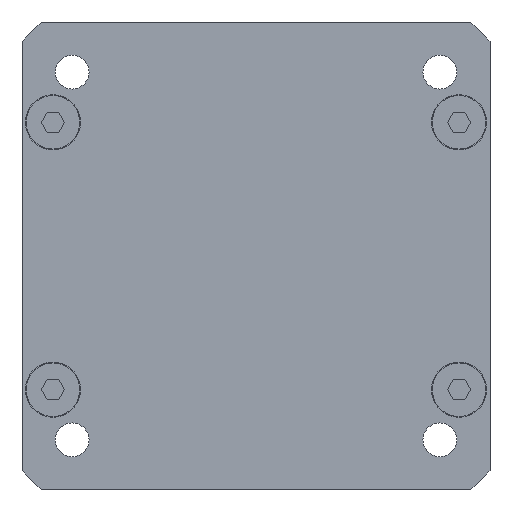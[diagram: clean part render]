
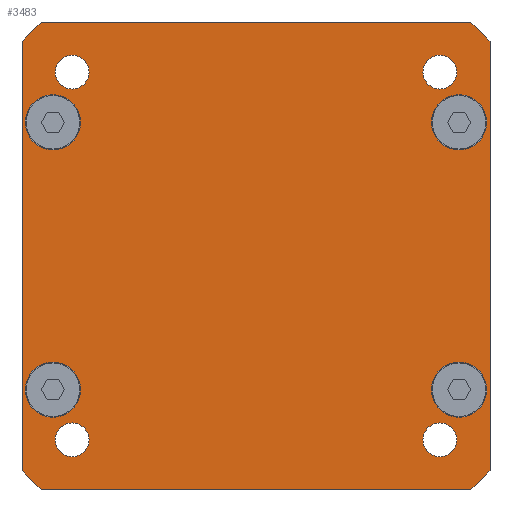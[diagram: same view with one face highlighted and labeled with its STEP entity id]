
A CAD part, front view. The second image highlights one B-rep face of the part: STEP entity #3483.
In plain terms, the highlighted planar face has unit normal (0, -1, 0).
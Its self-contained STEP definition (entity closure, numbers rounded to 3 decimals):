
#2216=CARTESIAN_POINT('',(60.053,-76.5,55.));
#2217=VERTEX_POINT('',#2216);
#2218=CARTESIAN_POINT('',(55.,-76.5,55.));
#2219=DIRECTION('',(0.0,1.0,0.0));
#2220=DIRECTION('',(1.0,0.0,0.0));
#2221=AXIS2_PLACEMENT_3D('',#2218,#2219,#2220);
#2222=CIRCLE('',#2221,5.053);
#2223=EDGE_CURVE('',#2217,#2217,#2222,.T.);
#2244=CARTESIAN_POINT('',(60.053,-76.5,-55.0));
#2245=VERTEX_POINT('',#2244);
#2246=CARTESIAN_POINT('',(55.0,-76.5,-55.0));
#2247=DIRECTION('',(0.0,1.0,0.0));
#2248=DIRECTION('',(1.0,0.0,0.0));
#2249=AXIS2_PLACEMENT_3D('',#2246,#2247,#2248);
#2250=CIRCLE('',#2249,5.053);
#2251=EDGE_CURVE('',#2245,#2245,#2250,.T.);
#2272=CARTESIAN_POINT('',(-49.947,-76.5,-55.0));
#2273=VERTEX_POINT('',#2272);
#2274=CARTESIAN_POINT('',(-55.0,-76.5,-55.0));
#2275=DIRECTION('',(0.0,1.0,0.0));
#2276=DIRECTION('',(1.0,0.0,0.0));
#2277=AXIS2_PLACEMENT_3D('',#2274,#2275,#2276);
#2278=CIRCLE('',#2277,5.053);
#2279=EDGE_CURVE('',#2273,#2273,#2278,.T.);
#2300=CARTESIAN_POINT('',(-49.947,-76.5,55.0));
#2301=VERTEX_POINT('',#2300);
#2302=CARTESIAN_POINT('',(-55.0,-76.5,55.0));
#2303=DIRECTION('',(0.0,1.0,0.0));
#2304=DIRECTION('',(1.0,0.0,0.0));
#2305=AXIS2_PLACEMENT_3D('',#2302,#2303,#2304);
#2306=CIRCLE('',#2305,5.053);
#2307=EDGE_CURVE('',#2301,#2301,#2306,.T.);
#3156=CARTESIAN_POINT('',(-52.5,-76.5,-40.0));
#3157=VERTEX_POINT('',#3156);
#3158=CARTESIAN_POINT('',(-60.75,-76.5,-40.0));
#3159=DIRECTION('',(0.0,1.0,0.0));
#3160=DIRECTION('',(-1.0,0.0,0.0));
#3161=AXIS2_PLACEMENT_3D('',#3158,#3159,#3160);
#3162=CIRCLE('',#3161,8.25);
#3163=EDGE_CURVE('',#3157,#3157,#3162,.T.);
#3224=CARTESIAN_POINT('',(69.0,-76.5,-40.0));
#3225=VERTEX_POINT('',#3224);
#3226=CARTESIAN_POINT('',(60.75,-76.5,-40.0));
#3227=DIRECTION('',(0.0,1.0,0.0));
#3228=DIRECTION('',(-1.0,0.0,0.0));
#3229=AXIS2_PLACEMENT_3D('',#3226,#3227,#3228);
#3230=CIRCLE('',#3229,8.25);
#3231=EDGE_CURVE('',#3225,#3225,#3230,.T.);
#3292=CARTESIAN_POINT('',(69.0,-76.5,40.0));
#3293=VERTEX_POINT('',#3292);
#3294=CARTESIAN_POINT('',(60.75,-76.5,40.0));
#3295=DIRECTION('',(0.0,1.0,0.0));
#3296=DIRECTION('',(-1.0,0.0,0.0));
#3297=AXIS2_PLACEMENT_3D('',#3294,#3295,#3296);
#3298=CIRCLE('',#3297,8.25);
#3299=EDGE_CURVE('',#3293,#3293,#3298,.T.);
#3360=CARTESIAN_POINT('',(-52.5,-76.5,40.0));
#3361=VERTEX_POINT('',#3360);
#3362=CARTESIAN_POINT('',(-60.75,-76.5,40.0));
#3363=DIRECTION('',(0.0,1.0,0.0));
#3364=DIRECTION('',(-1.0,0.0,0.0));
#3365=AXIS2_PLACEMENT_3D('',#3362,#3363,#3364);
#3366=CIRCLE('',#3365,8.25);
#3367=EDGE_CURVE('',#3361,#3361,#3366,.T.);
#3384=CARTESIAN_POINT('',(0.,-76.5,0.));
#3385=DIRECTION('',(0.0,1.0,0.0));
#3386=DIRECTION('',(0.0,0.0,1.0));
#3387=AXIS2_PLACEMENT_3D('',#3384,#3385,#3386);
#3388=PLANE('',#3387);
#3389=CARTESIAN_POINT('',(-70.,-76.5,64.226));
#3390=VERTEX_POINT('',#3389);
#3391=CARTESIAN_POINT('',(-64.226,-76.5,70.0));
#3392=VERTEX_POINT('',#3391);
#3393=CARTESIAN_POINT('',(0.0,-76.5,0.0));
#3394=DIRECTION('',(0.0,1.0,0.0));
#3395=DIRECTION('',(-0.676,0.0,0.737));
#3396=AXIS2_PLACEMENT_3D('',#3393,#3394,#3395);
#3397=CIRCLE('',#3396,95.);
#3398=EDGE_CURVE('',#3390,#3392,#3397,.T.);
#3399=ORIENTED_EDGE('',*,*,#3398,.F.);
#3400=CARTESIAN_POINT('',(-70.,-76.5,-64.226));
#3401=VERTEX_POINT('',#3400);
#3402=CARTESIAN_POINT('',(-70.,-76.5,-64.226));
#3403=DIRECTION('',(0.0,0.0,1.0));
#3404=VECTOR('',#3403,128.452);
#3405=LINE('',#3402,#3404);
#3406=EDGE_CURVE('',#3401,#3390,#3405,.T.);
#3407=ORIENTED_EDGE('',*,*,#3406,.F.);
#3408=CARTESIAN_POINT('',(-64.226,-76.5,-70.0));
#3409=VERTEX_POINT('',#3408);
#3410=CARTESIAN_POINT('',(0.0,-76.5,0.0));
#3411=DIRECTION('',(0.0,1.0,0.0));
#3412=DIRECTION('',(-0.737,0.0,-0.676));
#3413=AXIS2_PLACEMENT_3D('',#3410,#3411,#3412);
#3414=CIRCLE('',#3413,95.0);
#3415=EDGE_CURVE('',#3409,#3401,#3414,.T.);
#3416=ORIENTED_EDGE('',*,*,#3415,.F.);
#3417=CARTESIAN_POINT('',(64.226,-76.5,-70.0));
#3418=VERTEX_POINT('',#3417);
#3419=CARTESIAN_POINT('',(64.226,-76.5,-70.0));
#3420=DIRECTION('',(-1.0,0.0,0.0));
#3421=VECTOR('',#3420,128.452);
#3422=LINE('',#3419,#3421);
#3423=EDGE_CURVE('',#3418,#3409,#3422,.T.);
#3424=ORIENTED_EDGE('',*,*,#3423,.F.);
#3425=CARTESIAN_POINT('',(70.,-76.5,-64.226));
#3426=VERTEX_POINT('',#3425);
#3427=CARTESIAN_POINT('',(0.0,-76.5,0.0));
#3428=DIRECTION('',(0.0,1.0,0.0));
#3429=DIRECTION('',(0.676,0.0,-0.737));
#3430=AXIS2_PLACEMENT_3D('',#3427,#3428,#3429);
#3431=CIRCLE('',#3430,95.);
#3432=EDGE_CURVE('',#3426,#3418,#3431,.T.);
#3433=ORIENTED_EDGE('',*,*,#3432,.F.);
#3434=CARTESIAN_POINT('',(70.,-76.5,64.226));
#3435=VERTEX_POINT('',#3434);
#3436=CARTESIAN_POINT('',(70.,-76.5,64.226));
#3437=DIRECTION('',(0.0,0.0,-1.0));
#3438=VECTOR('',#3437,128.452);
#3439=LINE('',#3436,#3438);
#3440=EDGE_CURVE('',#3435,#3426,#3439,.T.);
#3441=ORIENTED_EDGE('',*,*,#3440,.F.);
#3442=CARTESIAN_POINT('',(64.226,-76.5,70.0));
#3443=VERTEX_POINT('',#3442);
#3444=CARTESIAN_POINT('',(0.0,-76.5,0.0));
#3445=DIRECTION('',(0.0,1.0,0.0));
#3446=DIRECTION('',(0.737,0.0,0.676));
#3447=AXIS2_PLACEMENT_3D('',#3444,#3445,#3446);
#3448=CIRCLE('',#3447,95.0);
#3449=EDGE_CURVE('',#3443,#3435,#3448,.T.);
#3450=ORIENTED_EDGE('',*,*,#3449,.F.);
#3451=CARTESIAN_POINT('',(-64.226,-76.5,70.0));
#3452=DIRECTION('',(1.0,0.0,0.0));
#3453=VECTOR('',#3452,128.452);
#3454=LINE('',#3451,#3453);
#3455=EDGE_CURVE('',#3392,#3443,#3454,.T.);
#3456=ORIENTED_EDGE('',*,*,#3455,.F.);
#3457=EDGE_LOOP('',(#3399,#3407,#3416,#3424,#3433,#3441,#3450,#3456));
#3458=FACE_OUTER_BOUND('',#3457,.T.);
#3459=ORIENTED_EDGE('',*,*,#2223,.T.);
#3460=EDGE_LOOP('',(#3459));
#3461=FACE_BOUND('',#3460,.T.);
#3462=ORIENTED_EDGE('',*,*,#2251,.T.);
#3463=EDGE_LOOP('',(#3462));
#3464=FACE_BOUND('',#3463,.T.);
#3465=ORIENTED_EDGE('',*,*,#2279,.T.);
#3466=EDGE_LOOP('',(#3465));
#3467=FACE_BOUND('',#3466,.T.);
#3468=ORIENTED_EDGE('',*,*,#2307,.T.);
#3469=EDGE_LOOP('',(#3468));
#3470=FACE_BOUND('',#3469,.T.);
#3471=ORIENTED_EDGE('',*,*,#3163,.T.);
#3472=EDGE_LOOP('',(#3471));
#3473=FACE_BOUND('',#3472,.T.);
#3474=ORIENTED_EDGE('',*,*,#3231,.T.);
#3475=EDGE_LOOP('',(#3474));
#3476=FACE_BOUND('',#3475,.T.);
#3477=ORIENTED_EDGE('',*,*,#3299,.T.);
#3478=EDGE_LOOP('',(#3477));
#3479=FACE_BOUND('',#3478,.T.);
#3480=ORIENTED_EDGE('',*,*,#3367,.T.);
#3481=EDGE_LOOP('',(#3480));
#3482=FACE_BOUND('',#3481,.T.);
#3483=ADVANCED_FACE('',(#3458,#3461,#3464,#3467,#3470,#3473,#3476,#3479,#3482),#3388,.F.);
